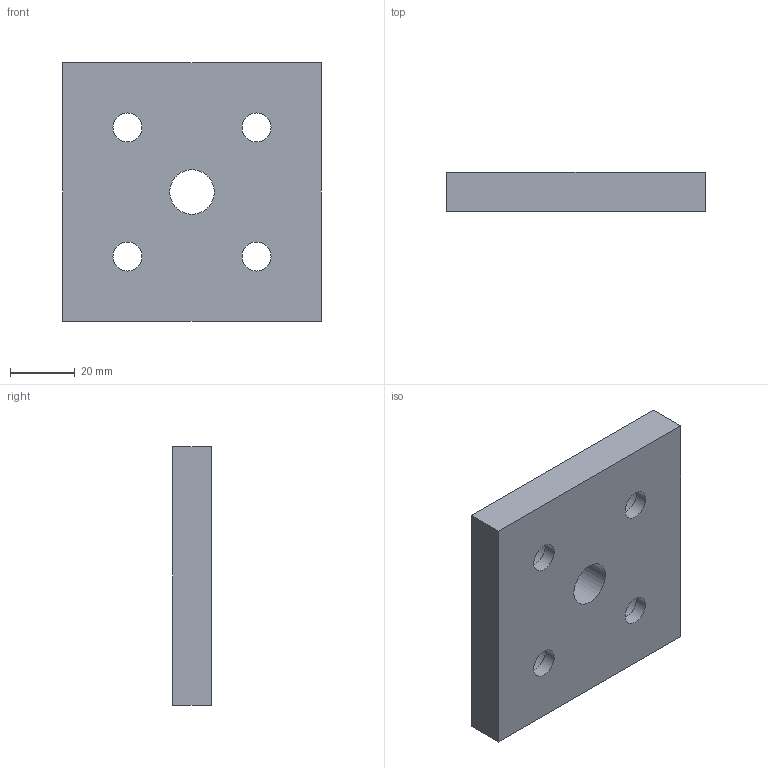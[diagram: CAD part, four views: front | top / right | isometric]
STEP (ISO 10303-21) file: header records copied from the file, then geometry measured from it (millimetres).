
FILE_DESCRIPTION(/* description */ ('PIASTRA 80X80 SP.12 ALLUMINIO'),/* implementation_level */ '2;1');
FILE_NAME(/* name */ 'DPSXX0000376.stp',/* time_stamp */ '2022-12-05T11:44:13+01:00',/* author */ ('tecnico7'),/* organization */ (''),/* preprocessor_version */ 'ST-DEVELOPER v18.1',/* originating_system */ 'Autodesk Inventor 2022',/* authorisation */ '');
FILE_SCHEMA (('AUTOMOTIVE_DESIGN { 1 0 10303 214 3 1 1 }'));
Length unit declared in the file: millimetre
Products named in the file (1): DPSXX0000376
Bounding box: 80 x 12 x 80 mm (x, y, z)
Volume: 69052.1 mm3; surface area: 18211.8 mm2
Topology: 1 solids, 1 shells, 19 faces, 39 edges, 26 vertices
Faces by surface type: plane 10, cylinder 9
Full cylindrical faces by diameter (mm): 9 x4, 13.835 x1, 14 x4
Entity records: 574 total; most frequent: DIRECTION 97, CARTESIAN_POINT 85, ORIENTED_EDGE 78, EDGE_CURVE 39, AXIS2_PLACEMENT_3D 38, EDGE_LOOP 33, VERTEX_POINT 26, LINE 21
